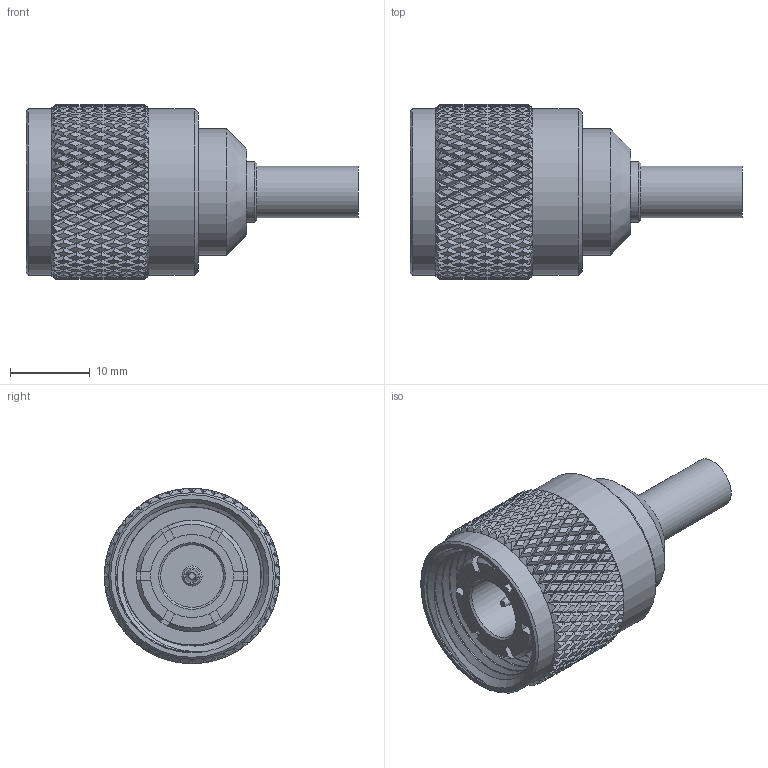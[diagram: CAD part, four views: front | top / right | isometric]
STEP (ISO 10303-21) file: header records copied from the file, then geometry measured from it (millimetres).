
FILE_DESCRIPTION (( 'STEP AP203' ), '1' );
FILE_NAME ('PE4477_3D.step', '2021-03-23T17:00:02', ( '' ), ( '' ), 'SwSTEP 2.0', 'SolidWorks 2020', '' );
FILE_SCHEMA (( 'CONFIG_CONTROL_DESIGN' ));
Products named in the file (1): PE4477_3D
Bounding box: 41.68 x 22 x 22 mm (x, y, z)
Volume: 6014.4 mm3; surface area: 6207.4 mm2
Topology: 2 solids, 2 shells, 2250 faces, 4767 edges, 2531 vertices
Faces by surface type: bspline 1731, cylinder 458, plane 44, cone 17
Full cylindrical faces by diameter (mm): 1.593 x1, 2.54 x1, 3.2 x1, 4.496 x1, 5.7 x1, 6.5 x1, 7.62 x1, 7.874 x1, 12.954 x1, 13.97 x1, 15.875 x1, 20.923 x2
Entity records: 97921 total; most frequent: CARTESIAN_POINT 69033, ORIENTED_EDGE 9476, EDGE_CURVE 4738, VERTEX_POINT 2526, EDGE_LOOP 2286, FACE_OUTER_BOUND 2263, ADVANCED_FACE 2250, B_SPLINE_CURVE_WITH_KNOTS 2034
